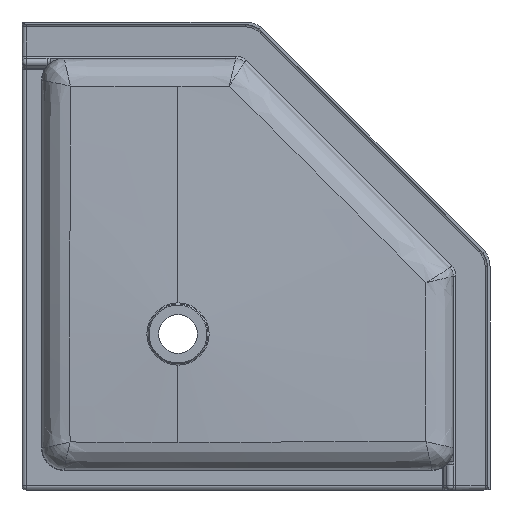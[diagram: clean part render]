
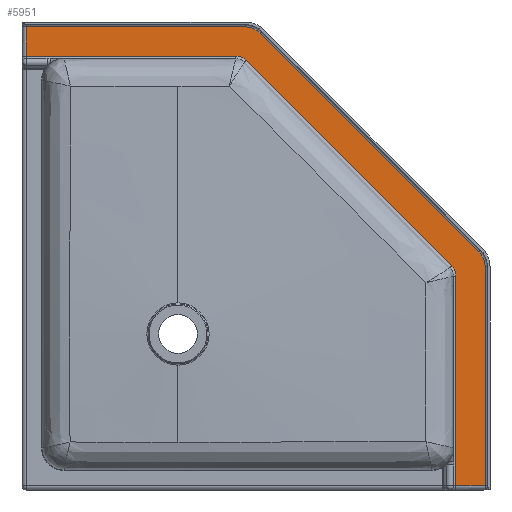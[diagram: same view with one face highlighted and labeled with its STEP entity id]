
A CAD part, front view. The second image highlights one B-rep face of the part: STEP entity #5951.
In plain terms, the highlighted planar face has unit normal (0, -1, 0).
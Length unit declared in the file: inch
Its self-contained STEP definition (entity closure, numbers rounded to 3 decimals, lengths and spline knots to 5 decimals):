
#164 = CARTESIAN_POINT ( 'NONE',  ( -11.685, -0.1875, 23.625 ) ) ;
#242 = VECTOR ( 'NONE', #4668, 39.37008 ) ;
#304 = CARTESIAN_POINT ( 'NONE',  ( 5.24219, -0.1875, 21.0455 ) ) ;
#367 = DIRECTION ( 'NONE',  ( 0., 0., -1. ) ) ;
#665 = LINE ( 'NONE', #3904, #2428 ) ;
#770 = VERTEX_POINT ( 'NONE', #5232 ) ;
#1089 = CARTESIAN_POINT ( 'NONE',  ( 23.14905, -0.1875, 6.32062 ) ) ;
#1133 = DIRECTION ( 'NONE',  ( 0., 0., 1. ) ) ;
#1182 = ORIENTED_EDGE ( 'NONE', *, *, #2364, .T. ) ;
#1520 = VERTEX_POINT ( 'NONE', #2660 ) ;
#1577 = VERTEX_POINT ( 'NONE', #9063 ) ;
#1734 = CARTESIAN_POINT ( 'NONE',  ( 23.625, -0.1875, -11.685 ) ) ;
#1758 = CIRCLE ( 'NONE', #3860, 1.625 ) ;
#1797 = DIRECTION ( 'NONE',  ( 0., 1., 0. ) ) ;
#1822 = DIRECTION ( 'NONE',  ( 1., 0., 0. ) ) ;
#1894 = CARTESIAN_POINT ( 'NONE',  ( 4.4467, -0.1875, 20.25 ) ) ;
#2130 = VECTOR ( 'NONE', #4609, 39.37008 ) ;
#2221 = ORIENTED_EDGE ( 'NONE', *, *, #9379, .T. ) ;
#2232 = VERTEX_POINT ( 'NONE', #7080 ) ;
#2296 = CIRCLE ( 'NONE', #3597, 1.125 ) ;
#2364 = EDGE_CURVE ( 'NONE', #8320, #9683, #1758, .T. ) ;
#2428 = VECTOR ( 'NONE', #3140, 39.37008 ) ;
#2429 = LINE ( 'NONE', #8541, #2130 ) ;
#2441 = ORIENTED_EDGE ( 'NONE', *, *, #5873, .T. ) ;
#2471 = EDGE_CURVE ( 'NONE', #1520, #1577, #6475, .T. ) ;
#2542 = AXIS2_PLACEMENT_3D ( 'NONE', #3879, #3786, #2914 ) ;
#2609 = CARTESIAN_POINT ( 'NONE',  ( 5.17157, -0.1875, 23.625 ) ) ;
#2610 = CARTESIAN_POINT ( 'NONE',  ( 23.625, -0.1875, 5.17157 ) ) ;
#2660 = CARTESIAN_POINT ( 'NONE',  ( -11.685, -0.1875, 21.375 ) ) ;
#2914 = DIRECTION ( 'NONE',  ( 0., 0., 1. ) ) ;
#3073 = ORIENTED_EDGE ( 'NONE', *, *, #3341, .T. ) ;
#3140 = DIRECTION ( 'NONE',  ( 1., 0., 0. ) ) ;
#3341 = EDGE_CURVE ( 'NONE', #8106, #2232, #2296, .T. ) ;
#3384 = ORIENTED_EDGE ( 'NONE', *, *, #2471, .T. ) ;
#3597 = AXIS2_PLACEMENT_3D ( 'NONE', #4835, #1797, #8016 ) ;
#3786 = DIRECTION ( 'NONE',  ( 0., -1., 0. ) ) ;
#3843 = EDGE_CURVE ( 'NONE', #6324, #8320, #2429, .T. ) ;
#3849 = DIRECTION ( 'NONE',  ( 0., -1., 0. ) ) ;
#3860 = AXIS2_PLACEMENT_3D ( 'NONE', #7885, #3849, #10006 ) ;
#3879 = CARTESIAN_POINT ( 'NONE',  ( 22., -0.1875, 5.17157 ) ) ;
#3904 = CARTESIAN_POINT ( 'NONE',  ( 0., -0.1875, -11.685 ) ) ;
#4043 = ORIENTED_EDGE ( 'NONE', *, *, #3843, .T. ) ;
#4233 = CARTESIAN_POINT ( 'NONE',  ( 21.375, -0.1875, 0. ) ) ;
#4300 = CARTESIAN_POINT ( 'NONE',  ( 0., -0.1875, 21.375 ) ) ;
#4417 = VERTEX_POINT ( 'NONE', #164 ) ;
#4538 = ORIENTED_EDGE ( 'NONE', *, *, #6647, .T. ) ;
#4609 = DIRECTION ( 'NONE',  ( -0.707, 0., 0.707 ) ) ;
#4668 = DIRECTION ( 'NONE',  ( 0., 0., 1. ) ) ;
#4767 = EDGE_CURVE ( 'NONE', #2232, #770, #8536, .T. ) ;
#4835 = CARTESIAN_POINT ( 'NONE',  ( 20.25, -0.1875, 4.4467 ) ) ;
#5229 = CARTESIAN_POINT ( 'NONE',  ( 13.14384, -0.1875, 13.14384 ) ) ;
#5232 = CARTESIAN_POINT ( 'NONE',  ( 21.375, -0.1875, -11.685 ) ) ;
#5242 = EDGE_CURVE ( 'NONE', #770, #6540, #665, .T. ) ;
#5349 = CARTESIAN_POINT ( 'NONE',  ( 0., -0.1875, 0. ) ) ;
#5532 = CIRCLE ( 'NONE', #9563, 1.125 ) ;
#5873 = EDGE_CURVE ( 'NONE', #6234, #6324, #9485, .T. ) ;
#5951 = ADVANCED_FACE ( 'NONE', ( #7617 ), #6808, .F. ) ;
#6095 = AXIS2_PLACEMENT_3D ( 'NONE', #5349, #9233, #9889 ) ;
#6111 = ORIENTED_EDGE ( 'NONE', *, *, #7642, .T. ) ;
#6234 = VERTEX_POINT ( 'NONE', #2610 ) ;
#6324 = VERTEX_POINT ( 'NONE', #1089 ) ;
#6442 = CARTESIAN_POINT ( 'NONE',  ( -11.685, -0.1875, 0. ) ) ;
#6464 = ORIENTED_EDGE ( 'NONE', *, *, #9019, .T. ) ;
#6475 = LINE ( 'NONE', #4300, #9896 ) ;
#6540 = VERTEX_POINT ( 'NONE', #1734 ) ;
#6567 = DIRECTION ( 'NONE',  ( -1., 0., 0. ) ) ;
#6647 = EDGE_CURVE ( 'NONE', #4417, #1520, #7953, .T. ) ;
#6808 = PLANE ( 'NONE',  #6095 ) ;
#7080 = CARTESIAN_POINT ( 'NONE',  ( 21.375, -0.1875, 4.4467 ) ) ;
#7301 = ORIENTED_EDGE ( 'NONE', *, *, #5242, .T. ) ;
#7306 = DIRECTION ( 'NONE',  ( 0., 0., -1. ) ) ;
#7550 = EDGE_CURVE ( 'NONE', #9198, #8106, #9062, .T. ) ;
#7617 = FACE_OUTER_BOUND ( 'NONE', #9073, .T. ) ;
#7626 = VECTOR ( 'NONE', #6567, 39.37008 ) ;
#7642 = EDGE_CURVE ( 'NONE', #6540, #6234, #7797, .T. ) ;
#7797 = LINE ( 'NONE', #8611, #242 ) ;
#7885 = CARTESIAN_POINT ( 'NONE',  ( 5.17157, -0.1875, 22. ) ) ;
#7953 = LINE ( 'NONE', #6442, #9959 ) ;
#7984 = CARTESIAN_POINT ( 'NONE',  ( 6.32062, -0.1875, 23.14905 ) ) ;
#7989 = CARTESIAN_POINT ( 'NONE',  ( 0., -0.1875, 23.625 ) ) ;
#8016 = DIRECTION ( 'NONE',  ( 0., 0., 1. ) ) ;
#8052 = VECTOR ( 'NONE', #7306, 39.37008 ) ;
#8064 = DIRECTION ( 'NONE',  ( 0., 1., 0. ) ) ;
#8106 = VERTEX_POINT ( 'NONE', #9899 ) ;
#8237 = ORIENTED_EDGE ( 'NONE', *, *, #4767, .T. ) ;
#8303 = VECTOR ( 'NONE', #8310, 39.37008 ) ;
#8310 = DIRECTION ( 'NONE',  ( 0.707, 0., -0.707 ) ) ;
#8320 = VERTEX_POINT ( 'NONE', #7984 ) ;
#8536 = LINE ( 'NONE', #4233, #8052 ) ;
#8541 = CARTESIAN_POINT ( 'NONE',  ( 5.73483, -0.1875, 23.73483 ) ) ;
#8611 = CARTESIAN_POINT ( 'NONE',  ( 23.625, -0.1875, 0. ) ) ;
#8746 = LINE ( 'NONE', #7989, #7626 ) ;
#9019 = EDGE_CURVE ( 'NONE', #1577, #9198, #5532, .T. ) ;
#9062 = LINE ( 'NONE', #5229, #8303 ) ;
#9063 = CARTESIAN_POINT ( 'NONE',  ( 4.4467, -0.1875, 21.375 ) ) ;
#9073 = EDGE_LOOP ( 'NONE', ( #2221, #4538, #3384, #6464, #9849, #3073, #8237, #7301, #6111, #2441, #4043, #1182 ) ) ;
#9198 = VERTEX_POINT ( 'NONE', #304 ) ;
#9233 = DIRECTION ( 'NONE',  ( 0., 1., 0. ) ) ;
#9379 = EDGE_CURVE ( 'NONE', #9683, #4417, #8746, .T. ) ;
#9485 = CIRCLE ( 'NONE', #2542, 1.625 ) ;
#9563 = AXIS2_PLACEMENT_3D ( 'NONE', #1894, #8064, #1133 ) ;
#9683 = VERTEX_POINT ( 'NONE', #2609 ) ;
#9849 = ORIENTED_EDGE ( 'NONE', *, *, #7550, .T. ) ;
#9889 = DIRECTION ( 'NONE',  ( 1., 0., 0. ) ) ;
#9896 = VECTOR ( 'NONE', #1822, 39.37008 ) ;
#9899 = CARTESIAN_POINT ( 'NONE',  ( 21.0455, -0.1875, 5.24219 ) ) ;
#9959 = VECTOR ( 'NONE', #367, 39.37008 ) ;
#10006 = DIRECTION ( 'NONE',  ( 0., 0., 1. ) ) ;
